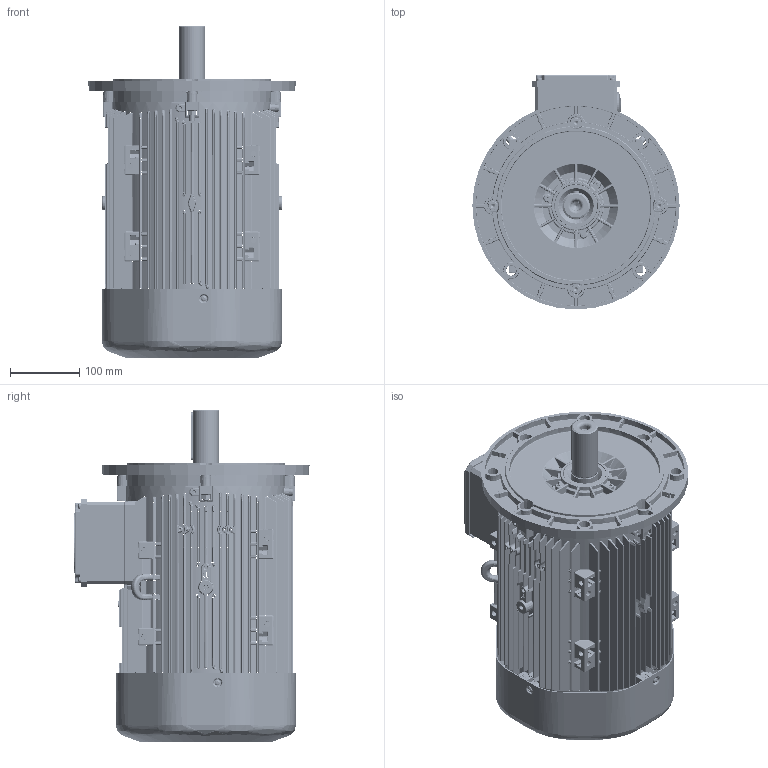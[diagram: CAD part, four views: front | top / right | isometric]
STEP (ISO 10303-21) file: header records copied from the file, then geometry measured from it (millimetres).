
FILE_DESCRIPTION(/* description */ (''),/* implementation_level */ '2;1');
FILE_NAME(/* name */ '_QH series_ 132_B5_stp.stp',/* time_stamp */ '2024-07-29T14:20:39+03:00',/* author */ (''),/* organization */ (''),/* preprocessor_version */ 'ST-DEVELOPER v18.102',/* originating_system */ 'SIEMENS PLM Software NX2206.8101',/* authorisation */ '');
FILE_SCHEMA (('AP203_CONFIGURATION_CONTROLLED_3D_DESIGN_OF_MECHANICAL_PARTS_AND_ASSEMBLIES_MIM_LF { 1 0 10303 403 2 1 2}'));
Products named in the file (1): _QH series_ 132_B5_stp_objects
Bounding box: 299.95 x 340.18 x 480.49 mm (x, y, z)
Surface area: 1093852.7 mm2 (no closed solid volume)
Topology: 0 solids, 92 shells, 6165 faces, 19607 edges, 12391 vertices
Faces by surface type: cylinder 2700, plane 1517, torus 1102, sphere 313, cone 285, bspline 248
Full cylindrical faces by diameter (mm): 8 x8, 8.475 x2, 8.477 x1, 8.478 x1, 8.5 x2, 12 x1, 14 x1, 24.404 x1, 37.6 x1, 38 x1, 40 x1, 45 x1, 82 x1, 86 x1, 86.767 x1, 230.5 x1
Entity records: 225937 total; most frequent: CARTESIAN_POINT 69548, DIRECTION 30873, ORIENTED_EDGE 29610, EDGE_CURVE 19151, VERTEX_POINT 12309, AXIS2_PLACEMENT_3D 11795, LINE 7283, VECTOR 7283
